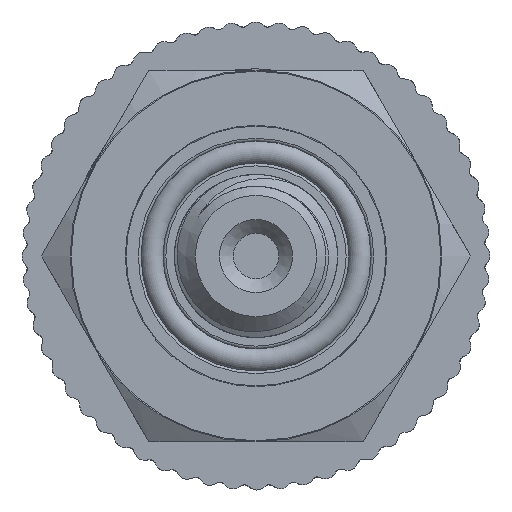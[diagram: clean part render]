
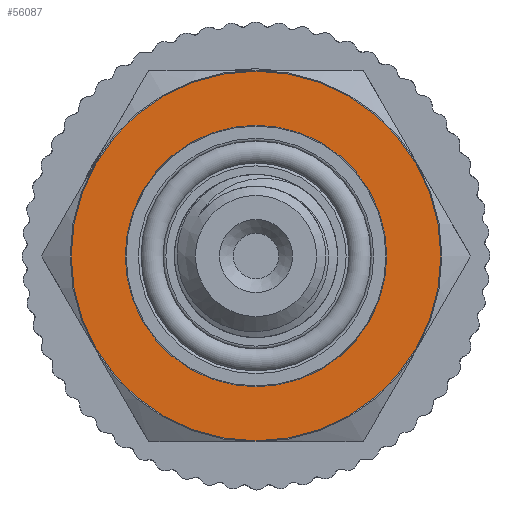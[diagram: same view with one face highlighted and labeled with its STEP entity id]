
A CAD part, left-side view. The second image highlights one B-rep face of the part: STEP entity #56087.
In plain terms, the highlighted planar face has unit normal (-1, 0, 0).
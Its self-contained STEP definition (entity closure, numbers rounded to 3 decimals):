
#5397=PLANE('',#59483);
#7546=FACE_BOUND('',#11842,.T.);
#8282=FACE_OUTER_BOUND('',#11841,.T.);
#11841=EDGE_LOOP('',(#38992));
#11842=EDGE_LOOP('',(#38993));
#15499=CIRCLE('',#59484,13.425);
#15500=CIRCLE('',#59485,9.5);
#22988=VERTEX_POINT('',#95029);
#22989=VERTEX_POINT('',#95031);
#29157=EDGE_CURVE('',#22988,#22988,#15499,.T.);
#29158=EDGE_CURVE('',#22989,#22989,#15500,.T.);
#38992=ORIENTED_EDGE('',*,*,#29157,.F.);
#38993=ORIENTED_EDGE('',*,*,#29158,.T.);
#56087=ADVANCED_FACE('',(#8282,#7546),#5397,.F.);
#59483=AXIS2_PLACEMENT_3D('',#95028,#67651,#67652);
#59484=AXIS2_PLACEMENT_3D('',#95030,#67653,#67654);
#59485=AXIS2_PLACEMENT_3D('',#95032,#67655,#67656);
#67651=DIRECTION('center_axis',(1.,0.,0.));
#67652=DIRECTION('ref_axis',(0.,0.,-1.));
#67653=DIRECTION('center_axis',(1.,0.,0.));
#67654=DIRECTION('ref_axis',(0.,1.,0.));
#67655=DIRECTION('center_axis',(1.,0.,0.));
#67656=DIRECTION('ref_axis',(0.,0.,-1.));
#95028=CARTESIAN_POINT('Origin',(-48.,9.5,0.));
#95029=CARTESIAN_POINT('',(-48.,-13.425,0.));
#95030=CARTESIAN_POINT('Origin',(-48.,0.,0.));
#95031=CARTESIAN_POINT('',(-48.,-9.5,0.));
#95032=CARTESIAN_POINT('Origin',(-48.,0.,0.));
